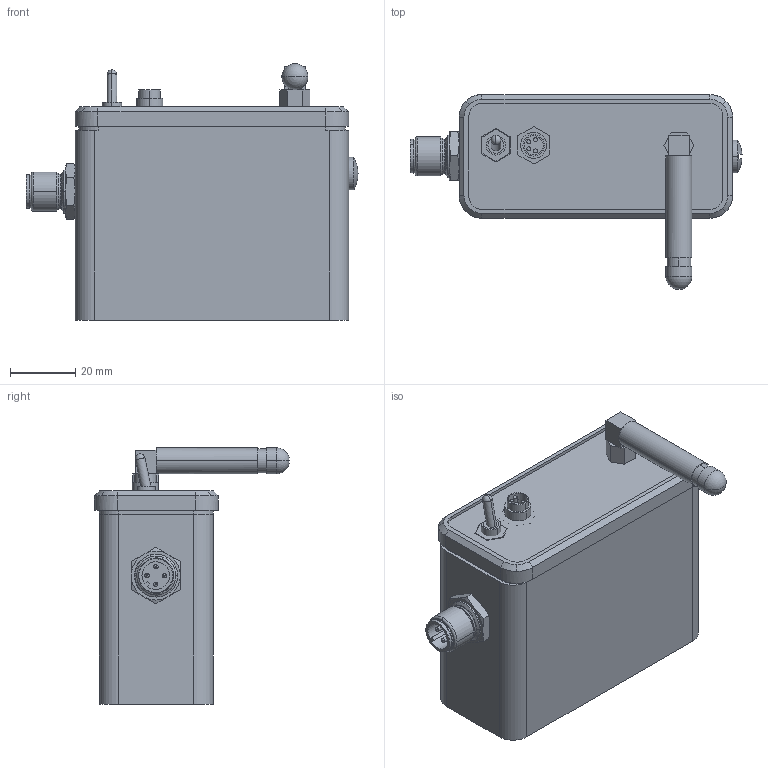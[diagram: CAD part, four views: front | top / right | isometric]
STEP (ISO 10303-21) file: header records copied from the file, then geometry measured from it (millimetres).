
FILE_DESCRIPTION(('STEP AP214'),'1');
FILE_NAME('WIMOD stand alone.stp','2015-08-31T13:33:53',(' '),(' '),'Spatial InterOp 3D',' ',' ');
FILE_SCHEMA(('automotive_design'));
Length unit declared in the file: millimetre
Products named in the file (10): WIMOD stand alone; Switch; Dado M6 basso; M8 4 poli da pannello; WiMOD panel; Wimod box; Antenna; Passacavo M12 x scatoline; Tappo M8; Dado 1_4G
Assembly tree (9 placements, depth 2):
  WIMOD stand alone
    Switch
    Dado M6 basso
    M8 4 poli da pannello
    WiMOD panel
    Wimod box
    Antenna
    Passacavo M12 x scatoline
    Tappo M8
    Dado 1_4G
Bounding box: 101.96 x 59.9 x 78.75 mm (x, y, z)
Volume: 191960.9 mm3; surface area: 36620.9 mm2
Topology: 12 solids, 37 shells, 486 faces, 1258 edges, 851 vertices
Faces by surface type: cylinder 208, plane 173, bspline 50, cone 28, torus 16, sphere 6, extrusion 5
Entity records: 32412 total; most frequent: CARTESIAN_POINT 16540, ORIENTED_EDGE 2400, DIRECTION 2342, EDGE_CURVE 1250, AXIS2_PLACEMENT_3D 899, VERTEX_POINT 853, VECTOR 544, LINE 539
